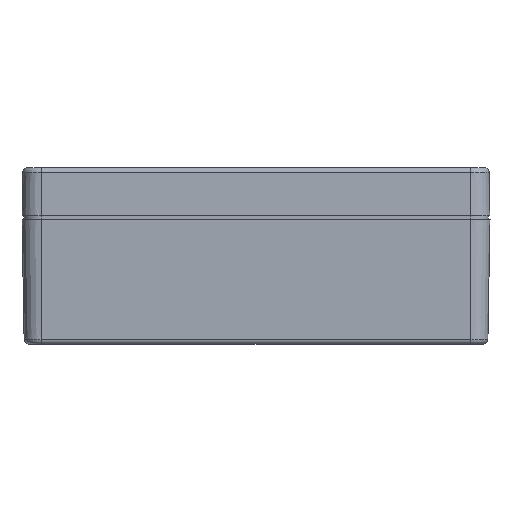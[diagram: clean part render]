
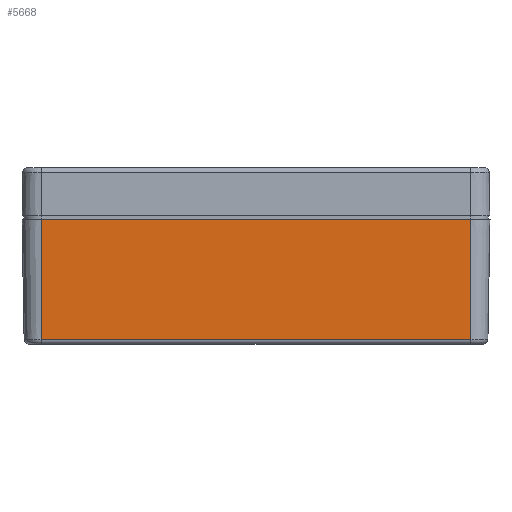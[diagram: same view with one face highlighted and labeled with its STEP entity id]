
A CAD part, front view. The second image highlights one B-rep face of the part: STEP entity #5668.
In plain terms, the highlighted planar face has unit normal (0, -1, -0.018).
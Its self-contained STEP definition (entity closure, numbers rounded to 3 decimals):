
#146 = DIRECTION ( 'NONE',  ( 0., -0.017, 1. ) ) ;
#795 = CARTESIAN_POINT ( 'NONE',  ( -40.081, 2134.748, -1.001 ) ) ;
#1271 = AXIS2_PLACEMENT_3D ( 'NONE', #16078, #5618, #20304 ) ;
#1894 = LINE ( 'NONE', #8785, #12376 ) ;
#3495 = PLANE ( 'NONE',  #1271 ) ;
#4335 = ORIENTED_EDGE ( 'NONE', *, *, #20221, .F. ) ;
#4794 = VECTOR ( 'NONE', #25910, 1000. ) ;
#5618 = DIRECTION ( 'NONE',  ( 0., -1., -0.017 ) ) ;
#5668 = ADVANCED_FACE ( 'NONE', ( #6348 ), #3495, .T. ) ;
#6322 = VERTEX_POINT ( 'NONE', #9260 ) ;
#6348 = FACE_OUTER_BOUND ( 'NONE', #18562, .T. ) ;
#8002 = ORIENTED_EDGE ( 'NONE', *, *, #23111, .T. ) ;
#8209 = EDGE_CURVE ( 'NONE', #6322, #21178, #11717, .T. ) ;
#8785 = CARTESIAN_POINT ( 'NONE',  ( 26.919, 2135.403, -38.527 ) ) ;
#9153 = CARTESIAN_POINT ( 'NONE',  ( 93.919, 2134.748, -1.001 ) ) ;
#9260 = CARTESIAN_POINT ( 'NONE',  ( 93.919, 2135.403, -38.527 ) ) ;
#11717 = LINE ( 'NONE', #25265, #17317 ) ;
#11814 = CARTESIAN_POINT ( 'NONE',  ( -40.081, 2135.403, -38.527 ) ) ;
#11899 = CARTESIAN_POINT ( 'NONE',  ( 26.919, 2134.748, -1.001 ) ) ;
#12376 = VECTOR ( 'NONE', #23477, 1000. ) ;
#12659 = ORIENTED_EDGE ( 'NONE', *, *, #8209, .T. ) ;
#16078 = CARTESIAN_POINT ( 'NONE',  ( 26.919, 2134.748, -1.001 ) ) ;
#16114 = EDGE_CURVE ( 'NONE', #21178, #24114, #23425, .T. ) ;
#17203 = VECTOR ( 'NONE', #18230, 1000. ) ;
#17317 = VECTOR ( 'NONE', #146, 1000. ) ;
#18098 = ORIENTED_EDGE ( 'NONE', *, *, #16114, .T. ) ;
#18230 = DIRECTION ( 'NONE',  ( -1., 0., 0. ) ) ;
#18562 = EDGE_LOOP ( 'NONE', ( #4335, #12659, #18098, #8002 ) ) ;
#20221 = EDGE_CURVE ( 'NONE', #6322, #21337, #1894, .T. ) ;
#20304 = DIRECTION ( 'NONE',  ( 0., 0.017, -1. ) ) ;
#21178 = VERTEX_POINT ( 'NONE', #9153 ) ;
#21337 = VERTEX_POINT ( 'NONE', #11814 ) ;
#22453 = LINE ( 'NONE', #795, #4794 ) ;
#23111 = EDGE_CURVE ( 'NONE', #24114, #21337, #22453, .T. ) ;
#23425 = LINE ( 'NONE', #11899, #17203 ) ;
#23477 = DIRECTION ( 'NONE',  ( -1., 0., 0. ) ) ;
#24114 = VERTEX_POINT ( 'NONE', #26206 ) ;
#25265 = CARTESIAN_POINT ( 'NONE',  ( 93.919, 2134.748, -1.001 ) ) ;
#25910 = DIRECTION ( 'NONE',  ( 0., 0.017, -1. ) ) ;
#26206 = CARTESIAN_POINT ( 'NONE',  ( -40.081, 2134.748, -1.001 ) ) ;
